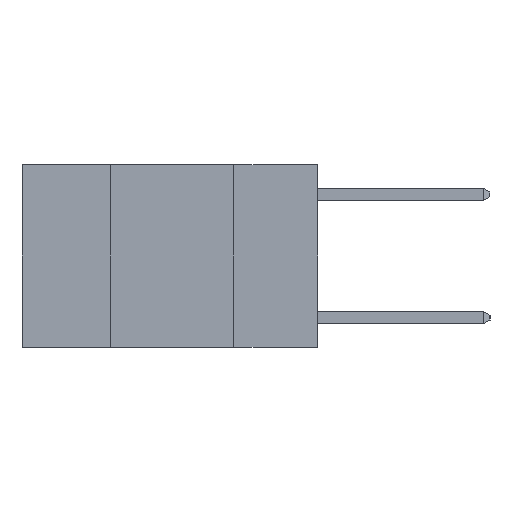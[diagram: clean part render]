
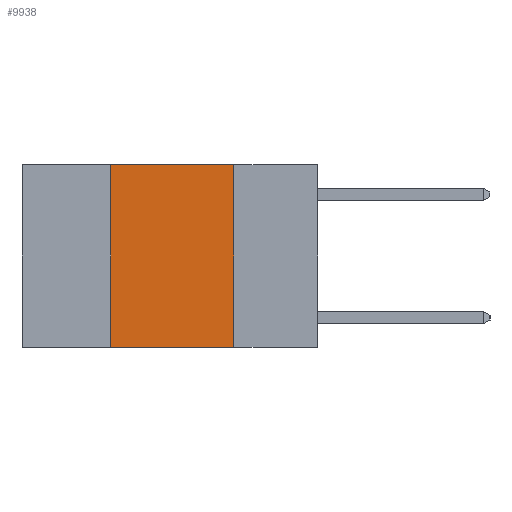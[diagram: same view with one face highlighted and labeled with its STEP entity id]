
A CAD part, left-side view. The second image highlights one B-rep face of the part: STEP entity #9938.
In plain terms, the highlighted planar face has unit normal (-1, 0, 0).
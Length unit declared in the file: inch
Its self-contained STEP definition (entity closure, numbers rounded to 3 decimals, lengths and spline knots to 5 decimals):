
#288 = VERTEX_POINT ( 'NONE', #7645 ) ;
#538 = DIRECTION ( 'NONE',  ( 0., 0., -1. ) ) ;
#1244 = EDGE_CURVE ( 'NONE', #6927, #288, #4220, .T. ) ;
#1699 = VERTEX_POINT ( 'NONE', #5864 ) ;
#1736 = EDGE_CURVE ( 'NONE', #288, #1699, #8239, .T. ) ;
#2224 = CARTESIAN_POINT ( 'NONE',  ( 0., 0.6, 0. ) ) ;
#2260 = EDGE_LOOP ( 'NONE', ( #9004, #4074, #4631, #7042 ) ) ;
#2992 = CARTESIAN_POINT ( 'NONE',  ( 0., 0.17, 0. ) ) ;
#3377 = CARTESIAN_POINT ( 'NONE',  ( 0., 0.42, 0. ) ) ;
#3494 = CARTESIAN_POINT ( 'NONE',  ( 0., 0.17, -0.37 ) ) ;
#3933 = VECTOR ( 'NONE', #4270, 39.37008 ) ;
#4074 = ORIENTED_EDGE ( 'NONE', *, *, #1736, .F. ) ;
#4220 = LINE ( 'NONE', #3377, #3933 ) ;
#4270 = DIRECTION ( 'NONE',  ( 0., 0., 1. ) ) ;
#4631 = ORIENTED_EDGE ( 'NONE', *, *, #1244, .F. ) ;
#4681 = EDGE_CURVE ( 'NONE', #1699, #7813, #5281, .T. ) ;
#4770 = DIRECTION ( 'NONE',  ( 0., -1., 0. ) ) ;
#5229 = FACE_OUTER_BOUND ( 'NONE', #2260, .T. ) ;
#5281 = LINE ( 'NONE', #2992, #10173 ) ;
#5312 = VECTOR ( 'NONE', #4770, 39.37008 ) ;
#5789 = VECTOR ( 'NONE', #11379, 39.37008 ) ;
#5864 = CARTESIAN_POINT ( 'NONE',  ( 0., 0.17, 0. ) ) ;
#6048 = DIRECTION ( 'NONE',  ( 1., 0., 0. ) ) ;
#6588 = CARTESIAN_POINT ( 'NONE',  ( 0., 0.6, -0.37 ) ) ;
#6927 = VERTEX_POINT ( 'NONE', #8687 ) ;
#7042 = ORIENTED_EDGE ( 'NONE', *, *, #8100, .T. ) ;
#7645 = CARTESIAN_POINT ( 'NONE',  ( 0., 0.42, 0. ) ) ;
#7655 = AXIS2_PLACEMENT_3D ( 'NONE', #8776, #6048, #538 ) ;
#7813 = VERTEX_POINT ( 'NONE', #3494 ) ;
#8100 = EDGE_CURVE ( 'NONE', #6927, #7813, #10204, .T. ) ;
#8239 = LINE ( 'NONE', #2224, #5789 ) ;
#8687 = CARTESIAN_POINT ( 'NONE',  ( 0., 0.42, -0.37 ) ) ;
#8776 = CARTESIAN_POINT ( 'NONE',  ( 0., 0.6, 0. ) ) ;
#9004 = ORIENTED_EDGE ( 'NONE', *, *, #4681, .F. ) ;
#9403 = DIRECTION ( 'NONE',  ( 0., 0., -1. ) ) ;
#9708 = PLANE ( 'NONE',  #7655 ) ;
#9938 = ADVANCED_FACE ( 'NONE', ( #5229 ), #9708, .F. ) ;
#10173 = VECTOR ( 'NONE', #9403, 39.37008 ) ;
#10204 = LINE ( 'NONE', #6588, #5312 ) ;
#11379 = DIRECTION ( 'NONE',  ( 0., -1., 0. ) ) ;
